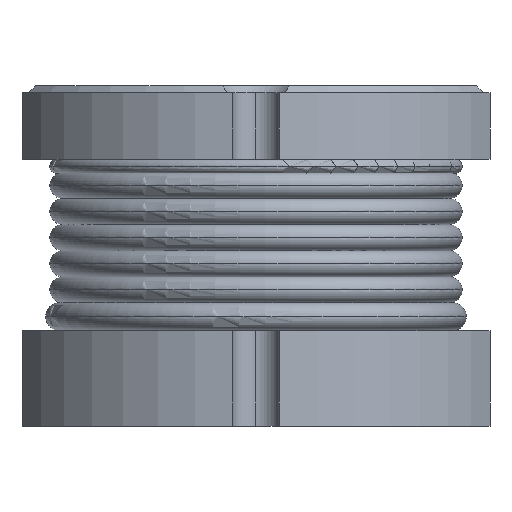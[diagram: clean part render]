
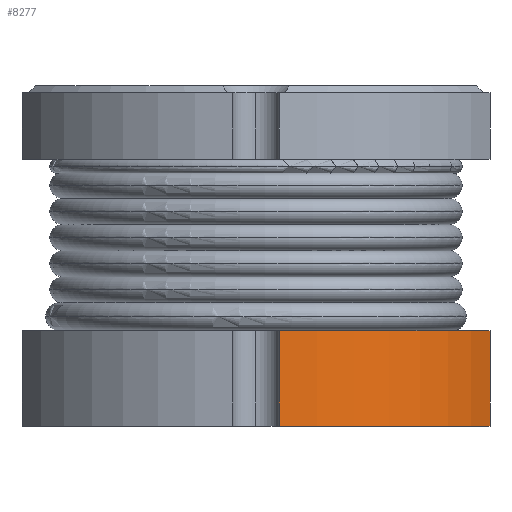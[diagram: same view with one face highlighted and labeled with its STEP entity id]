
A CAD part, left-side view. The second image highlights one B-rep face of the part: STEP entity #8277.
In plain terms, the highlighted cylindrical face has radius 3.85 mm (diameter 7.7 mm), a partial arc.
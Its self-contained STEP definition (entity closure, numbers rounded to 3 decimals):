
#872 = VECTOR ( 'NONE', #5438, 1000. ) ;
#1283 = CIRCLE ( 'NONE', #2599, 3.85 ) ;
#1317 = CYLINDRICAL_SURFACE ( 'NONE', #1680, 3.85 ) ;
#1680 = AXIS2_PLACEMENT_3D ( 'NONE', #4097, #6851, #8935 ) ;
#1829 = VERTEX_POINT ( 'NONE', #4977 ) ;
#2517 = CARTESIAN_POINT ( 'NONE',  ( 0., 0., -0.05 ) ) ;
#2589 = CIRCLE ( 'NONE', #6215, 3.85 ) ;
#2599 = AXIS2_PLACEMENT_3D ( 'NONE', #2517, #5348, #3124 ) ;
#3044 = EDGE_CURVE ( 'NONE', #3927, #7379, #1283, .T. ) ;
#3124 = DIRECTION ( 'NONE',  ( -0.417, -0.909, 0. ) ) ;
#3588 = EDGE_CURVE ( 'NONE', #8855, #1829, #2589, .T. ) ;
#3927 = VERTEX_POINT ( 'NONE', #6930 ) ;
#4048 = FACE_OUTER_BOUND ( 'NONE', #6776, .T. ) ;
#4097 = CARTESIAN_POINT ( 'NONE',  ( 0., 0., 0. ) ) ;
#4828 = EDGE_CURVE ( 'NONE', #8855, #7379, #7607, .T. ) ;
#4977 = CARTESIAN_POINT ( 'NONE',  ( -1.604, -3.5, 1.38 ) ) ;
#5111 = CARTESIAN_POINT ( 'NONE',  ( -3.834, -0.35, -0.05 ) ) ;
#5120 = LINE ( 'NONE', #7879, #5236 ) ;
#5236 = VECTOR ( 'NONE', #6385, 1000. ) ;
#5348 = DIRECTION ( 'NONE',  ( 0., 0., -1. ) ) ;
#5438 = DIRECTION ( 'NONE',  ( 0., 0., -1. ) ) ;
#5528 = EDGE_CURVE ( 'NONE', #1829, #3927, #5120, .T. ) ;
#5532 = ORIENTED_EDGE ( 'NONE', *, *, #5528, .F. ) ;
#6215 = AXIS2_PLACEMENT_3D ( 'NONE', #8526, #7309, #6629 ) ;
#6385 = DIRECTION ( 'NONE',  ( 0., 0., -1. ) ) ;
#6629 = DIRECTION ( 'NONE',  ( -0.996, -0.091, 0. ) ) ;
#6776 = EDGE_LOOP ( 'NONE', ( #6980, #8943, #7004, #5532 ) ) ;
#6851 = DIRECTION ( 'NONE',  ( 0., 0., 1. ) ) ;
#6930 = CARTESIAN_POINT ( 'NONE',  ( -1.604, -3.5, -0.05 ) ) ;
#6980 = ORIENTED_EDGE ( 'NONE', *, *, #3588, .F. ) ;
#7004 = ORIENTED_EDGE ( 'NONE', *, *, #3044, .F. ) ;
#7309 = DIRECTION ( 'NONE',  ( 0., 0., 1. ) ) ;
#7379 = VERTEX_POINT ( 'NONE', #5111 ) ;
#7607 = LINE ( 'NONE', #8921, #872 ) ;
#7806 = CARTESIAN_POINT ( 'NONE',  ( -3.834, -0.35, 1.38 ) ) ;
#7879 = CARTESIAN_POINT ( 'NONE',  ( -1.604, -3.5, 1.38 ) ) ;
#8277 = ADVANCED_FACE ( 'NONE', ( #4048 ), #1317, .T. ) ;
#8526 = CARTESIAN_POINT ( 'NONE',  ( 0., 0., 1.38 ) ) ;
#8855 = VERTEX_POINT ( 'NONE', #7806 ) ;
#8921 = CARTESIAN_POINT ( 'NONE',  ( -3.834, -0.35, 1.38 ) ) ;
#8935 = DIRECTION ( 'NONE',  ( 1., 0., 0. ) ) ;
#8943 = ORIENTED_EDGE ( 'NONE', *, *, #4828, .T. ) ;
